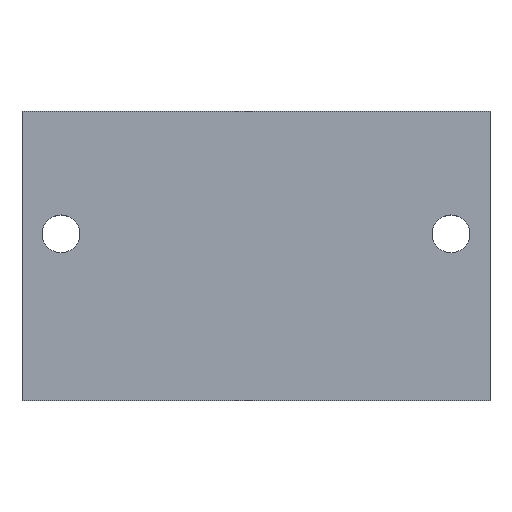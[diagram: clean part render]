
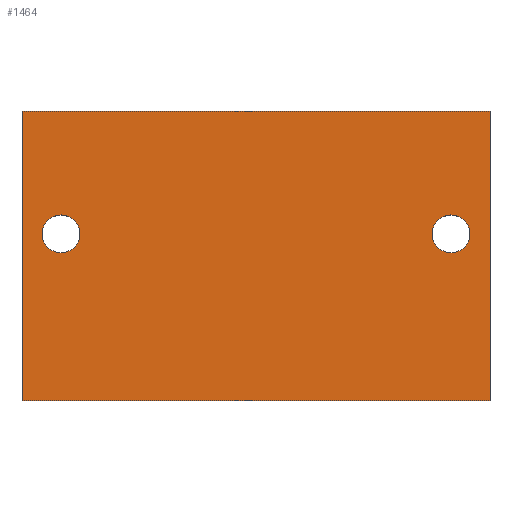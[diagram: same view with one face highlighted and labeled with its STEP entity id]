
A CAD part, top view. The second image highlights one B-rep face of the part: STEP entity #1464.
In plain terms, the highlighted planar face has unit normal (0, 0, 1).
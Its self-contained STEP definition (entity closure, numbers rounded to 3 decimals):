
#1410=AXIS2_PLACEMENT_3D('Plane Axis2P3D',#1407,#1408,#1409) ;
#1430=AXIS2_PLACEMENT_3D('Circle Axis2P3D',#1428,#1429,$) ;
#1439=AXIS2_PLACEMENT_3D('Circle Axis2P3D',#1437,#1438,$) ;
#1448=AXIS2_PLACEMENT_3D('Circle Axis2P3D',#1446,#1447,$) ;
#1457=AXIS2_PLACEMENT_3D('Circle Axis2P3D',#1455,#1456,$) ;
#140=CARTESIAN_POINT('Vertex',(0.,28.3,14.9)) ;
#143=CARTESIAN_POINT('Line Origine',(22.86,28.3,14.9)) ;
#147=CARTESIAN_POINT('Vertex',(45.72,28.3,14.9)) ;
#521=CARTESIAN_POINT('Vertex',(45.72,0.,14.9)) ;
#524=CARTESIAN_POINT('Line Origine',(22.86,0.,14.9)) ;
#528=CARTESIAN_POINT('Vertex',(0.,0.,14.9)) ;
#1407=CARTESIAN_POINT('Axis2P3D Location',(7.62,28.3,14.9)) ;
#1412=CARTESIAN_POINT('Line Origine',(45.72,14.15,14.9)) ;
#1417=CARTESIAN_POINT('Line Origine',(0.,14.15,14.9)) ;
#1428=CARTESIAN_POINT('Axis2P3D Location',(41.91,16.3,14.9)) ;
#1432=CARTESIAN_POINT('Vertex',(40.06,16.3,14.9)) ;
#1434=CARTESIAN_POINT('Vertex',(43.76,16.3,14.9)) ;
#1437=CARTESIAN_POINT('Axis2P3D Location',(41.91,16.3,14.9)) ;
#1446=CARTESIAN_POINT('Axis2P3D Location',(3.81,16.3,14.9)) ;
#1450=CARTESIAN_POINT('Vertex',(5.66,16.3,14.9)) ;
#1452=CARTESIAN_POINT('Vertex',(1.96,16.3,14.9)) ;
#1455=CARTESIAN_POINT('Axis2P3D Location',(3.81,16.3,14.9)) ;
#144=DIRECTION('Vector Direction',(-1.,0.,0.)) ;
#525=DIRECTION('Vector Direction',(-1.,0.,0.)) ;
#1408=DIRECTION('Axis2P3D Direction',(-0.,0.,1.)) ;
#1409=DIRECTION('Axis2P3D XDirection',(0.,-1.,0.)) ;
#1413=DIRECTION('Vector Direction',(0.,1.,0.)) ;
#1418=DIRECTION('Vector Direction',(0.,1.,0.)) ;
#1429=DIRECTION('Axis2P3D Direction',(-0.,0.,1.)) ;
#1438=DIRECTION('Axis2P3D Direction',(-0.,0.,1.)) ;
#1447=DIRECTION('Axis2P3D Direction',(-0.,0.,1.)) ;
#1456=DIRECTION('Axis2P3D Direction',(-0.,0.,1.)) ;
#145=VECTOR('Line Direction',#144,1.) ;
#526=VECTOR('Line Direction',#525,1.) ;
#1414=VECTOR('Line Direction',#1413,1.) ;
#1419=VECTOR('Line Direction',#1418,1.) ;
#1423=ORIENTED_EDGE('',*,*,#1416,.T.) ;
#1424=ORIENTED_EDGE('',*,*,#149,.F.) ;
#1425=ORIENTED_EDGE('',*,*,#1421,.F.) ;
#1426=ORIENTED_EDGE('',*,*,#530,.F.) ;
#1443=ORIENTED_EDGE('',*,*,#1436,.F.) ;
#1444=ORIENTED_EDGE('',*,*,#1441,.F.) ;
#1461=ORIENTED_EDGE('',*,*,#1454,.T.) ;
#1462=ORIENTED_EDGE('',*,*,#1459,.T.) ;
#1445=FACE_BOUND('',#1442,.T.) ;
#1463=FACE_BOUND('',#1460,.T.) ;
#1464=ADVANCED_FACE('HOUSING',(#1427,#1445,#1463),#1411,.T.) ;
#1431=CIRCLE('generated circle',#1430,1.85) ;
#1440=CIRCLE('generated circle',#1439,1.85) ;
#1449=CIRCLE('generated circle',#1448,1.85) ;
#1458=CIRCLE('generated circle',#1457,1.85) ;
#149=EDGE_CURVE('',#141,#148,#146,.F.) ;
#530=EDGE_CURVE('',#522,#529,#527,.T.) ;
#1416=EDGE_CURVE('',#522,#148,#1415,.T.) ;
#1421=EDGE_CURVE('',#529,#141,#1420,.T.) ;
#1436=EDGE_CURVE('',#1433,#1435,#1431,.T.) ;
#1441=EDGE_CURVE('',#1435,#1433,#1440,.T.) ;
#1454=EDGE_CURVE('',#1451,#1453,#1449,.F.) ;
#1459=EDGE_CURVE('',#1453,#1451,#1458,.F.) ;
#1422=EDGE_LOOP('',(#1423,#1424,#1425,#1426)) ;
#1442=EDGE_LOOP('',(#1443,#1444)) ;
#1460=EDGE_LOOP('',(#1461,#1462)) ;
#1427=FACE_OUTER_BOUND('',#1422,.T.) ;
#146=LINE('Line',#143,#145) ;
#527=LINE('Line',#524,#526) ;
#1415=LINE('Line',#1412,#1414) ;
#1420=LINE('Line',#1417,#1419) ;
#1411=PLANE('',#1410) ;
#141=VERTEX_POINT('',#140) ;
#148=VERTEX_POINT('',#147) ;
#522=VERTEX_POINT('',#521) ;
#529=VERTEX_POINT('',#528) ;
#1433=VERTEX_POINT('',#1432) ;
#1435=VERTEX_POINT('',#1434) ;
#1451=VERTEX_POINT('',#1450) ;
#1453=VERTEX_POINT('',#1452) ;
